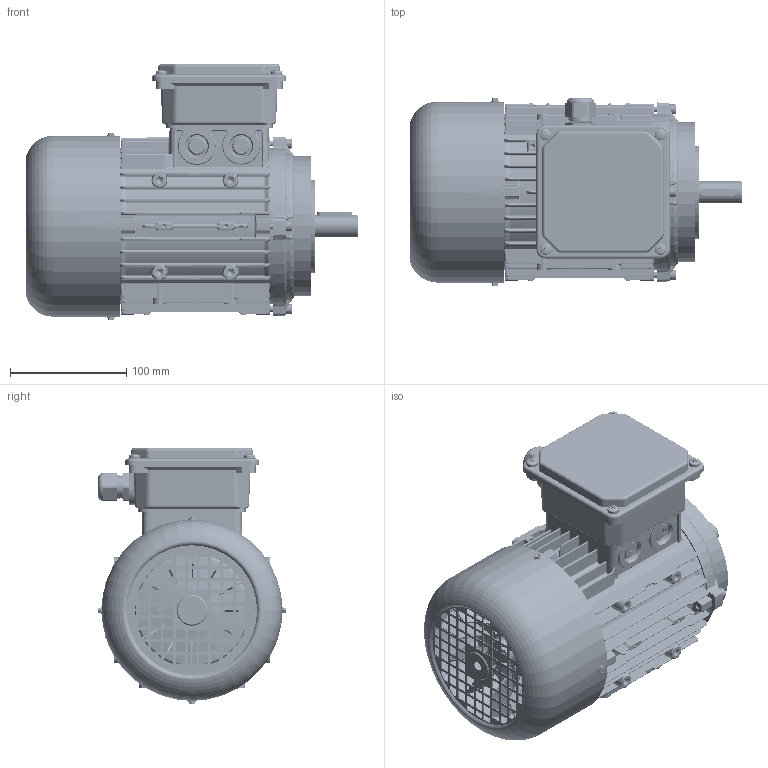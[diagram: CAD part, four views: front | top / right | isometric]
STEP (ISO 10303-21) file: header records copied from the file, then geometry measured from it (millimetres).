
FILE_DESCRIPTION((''),'2;1');
FILE_NAME('MOTM80-B14ST.stp','2012-09-20T10:03:13',('XP'),(''),'Autodesk Inventor 2011','Autodesk Inventor 2011','');
FILE_SCHEMA(('AUTOMOTIVE_DESIGN { 1 0 10303 214 1 1 1 1 }'));
Length unit declared in the file: millimetre
Products named in the file (28): MOTM80-B14ST; CARCASSA M80-B5 LAVORATA; Scudo posteriore 80 Exd; Scudo anteriore 80 Exd; TARGA_ELPROM; 1010130; 1014450; BASE_1014450; COPERCHIO_1014450; 1023260; 1009270+ANELLO; 1009270; ANELLO DI FISSAGGIO; 1046010; 1012850; 1032490; BASE_1032490; GHIERA_1032490; GOMMINO_1032490; 1019960; ALBERO MEC 80; Albero; 1007590; 1045800; UNI 5931 M 5 x  25; DISCO B14 MEC 80-90; UNI 5931 M 6 x  25
Assembly tree (40 placements, depth 4):
  MOTM80-B14ST
    CARCASSA M80-B5 LAVORATA
    Scudo posteriore 80 Exd
    Scudo anteriore 80 Exd
    TARGA_ELPROM
    1010130
    1014450
      BASE_1014450
      COPERCHIO_1014450
    1023260  x4
    1009270+ANELLO
      1009270
      ANELLO DI FISSAGGIO
    1046010
    1012850  x4
    1032490
      BASE_1032490
      GHIERA_1032490
      GOMMINO_1032490
    1019960
    ALBERO MEC 80
      Albero
        Albero
    1007590
    1045800  x2
    UNI 5931 M 5 x  25  x4
    DISCO B14 MEC 80-90
    UNI 5931 M 6 x  25  x4
Bounding box: 285 x 160.95 x 219.75 mm (x, y, z)
Volume: 745601.3 mm3; surface area: 676369.3 mm2
Topology: 34 solids, 49 shells, 6908 faces, 16848 edges, 10079 vertices
Faces by surface type: bspline 2285, plane 2026, cylinder 1333, cone 660, torus 504, sphere 100
Full cylindrical faces by diameter (mm): 1.711 x2, 2.1 x2, 2.4 x2, 2.5 x26, 2.7 x2, 3.7 x6, 4 x2, 4.1 x4, 4.2 x8, 4.25 x4, 4.5 x4, 4.75 x4, 4.917 x1, 5 x8, 5.1 x12, 5.5 x4, 6 x4, 6.5 x8, 6.647 x8, 7 x7, 8 x3, 8.5 x4, 9.7 x4, 10 x8, 12 x1, 12.3 x1, 12.5 x1, 14 x1, 15 x1, 15.5 x2
Entity records: 399730 total; most frequent: CARTESIAN_POINT 257765, ORIENTED_EDGE 30679, DIRECTION 27293, EDGE_CURVE 15341, AXIS2_PLACEMENT_3D 10861, VERTEX_POINT 9473, EDGE_LOOP 7493, FACE_OUTER_BOUND 6559
